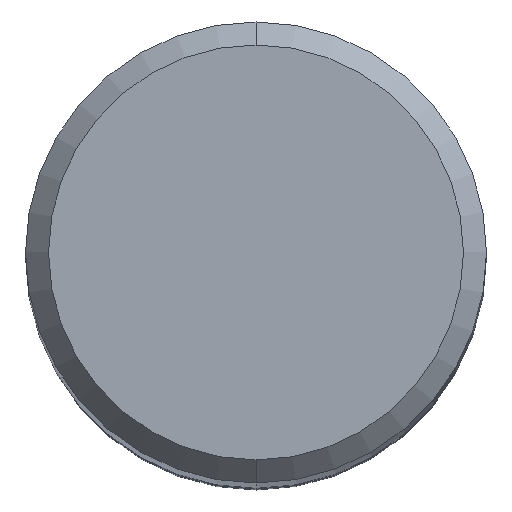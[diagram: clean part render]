
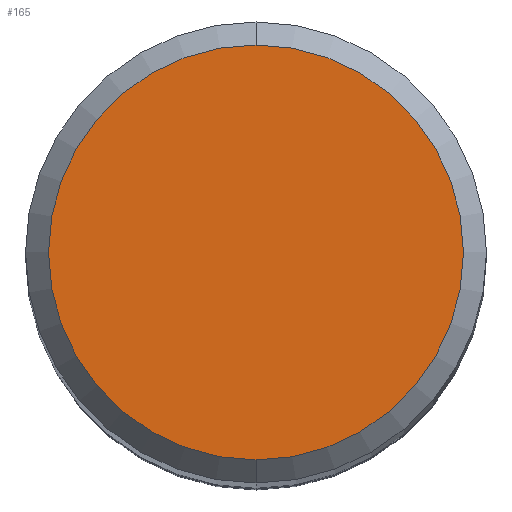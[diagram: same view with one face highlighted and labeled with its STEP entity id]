
A CAD part, top view. The second image highlights one B-rep face of the part: STEP entity #165.
In plain terms, the highlighted planar face has unit normal (0, 0, 1).
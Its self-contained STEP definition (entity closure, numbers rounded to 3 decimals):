
#139=EDGE_CURVE('',#281,#193,#370,.T.);
#165=ADVANCED_FACE('',(#399),#400,.T.);
#193=VERTEX_POINT('',#431);
#281=VERTEX_POINT('',#528);
#329=EDGE_CURVE('',#193,#281,#585,.T.);
#370=CIRCLE('',#622,3.6);
#399=FACE_OUTER_BOUND('',#662,.T.);
#400=PLANE('',#663);
#431=CARTESIAN_POINT('',(0.0,3.6,0.0));
#528=CARTESIAN_POINT('',(0.,-3.6,0.0));
#585=CIRCLE('',#899,3.6);
#622=AXIS2_PLACEMENT_3D('',#931,#932,#933);
#662=EDGE_LOOP('',(#967,#968));
#663=AXIS2_PLACEMENT_3D('',#969,#970,#971);
#899=AXIS2_PLACEMENT_3D('',#1210,#1211,#1212);
#931=CARTESIAN_POINT('',(0.0,0.0,0.0));
#932=DIRECTION('',(0.0,0.0,-1.0));
#933=DIRECTION('',(0.0,1.0,0.0));
#967=ORIENTED_EDGE('',*,*,#329,.F.);
#968=ORIENTED_EDGE('',*,*,#139,.F.);
#969=CARTESIAN_POINT('',(0.0,1.8,0.0));
#970=DIRECTION('',(-0.0,0.0,1.0));
#971=DIRECTION('',(0.0,-1.0,0.0));
#1210=CARTESIAN_POINT('',(0.0,0.0,0.0));
#1211=DIRECTION('',(0.0,0.0,-1.0));
#1212=DIRECTION('',(0.0,1.0,0.0));
